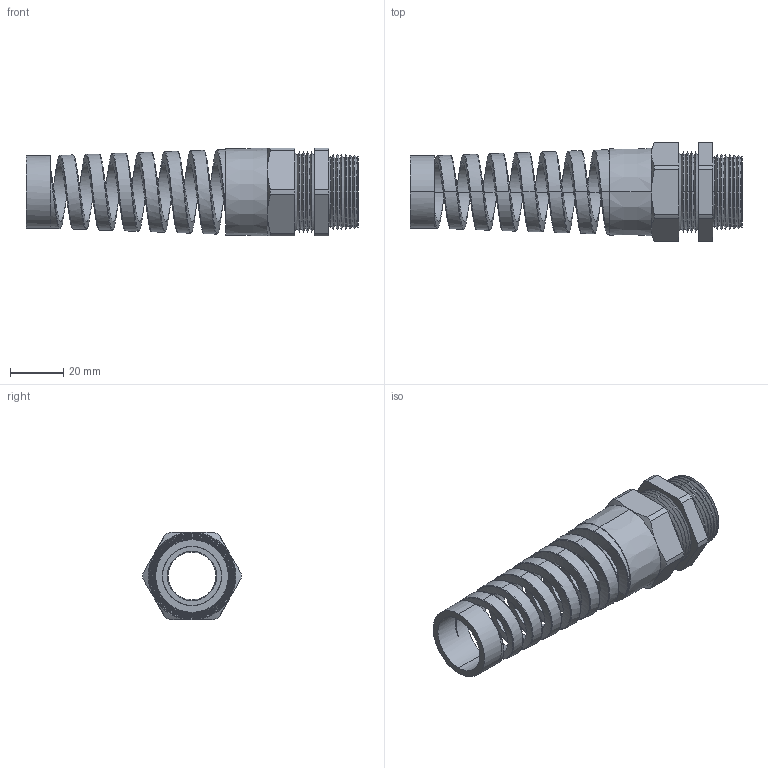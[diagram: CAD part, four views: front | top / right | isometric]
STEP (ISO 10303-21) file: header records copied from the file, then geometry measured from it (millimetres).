
FILE_DESCRIPTION (( 'STEP AP203' ), '1' );
FILE_NAME ('CF21AA-GY.STEP', '2008-06-18T17:58:38', ( 'BSI05' ), ( 'BAYSTATE' ), 'SwSTEP 2.0', 'SolidWorks 2007', '' );
FILE_SCHEMA (( 'CONFIG_CONTROL_DESIGN' ));
Length unit declared in the file: inch
Products named in the file (1): CF21AA-GY
Bounding box: 124.97 x 36.98 x 33.02 mm (x, y, z)
Volume: 38114.5 mm3; surface area: 22581.1 mm2
Topology: 1 solids, 1 shells, 157 faces, 369 edges, 217 vertices
Faces by surface type: cone 89, cylinder 41, plane 19, torus 4, bspline 4
Entity records: 13923 total; most frequent: CARTESIAN_POINT 10325, ORIENTED_EDGE 738, DIRECTION 737, EDGE_CURVE 369, AXIS2_PLACEMENT_3D 292, VERTEX_POINT 217, EDGE_LOOP 164, ADVANCED_FACE 157
